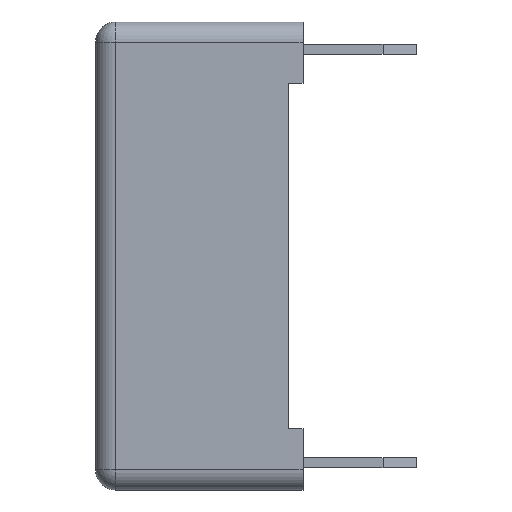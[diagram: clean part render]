
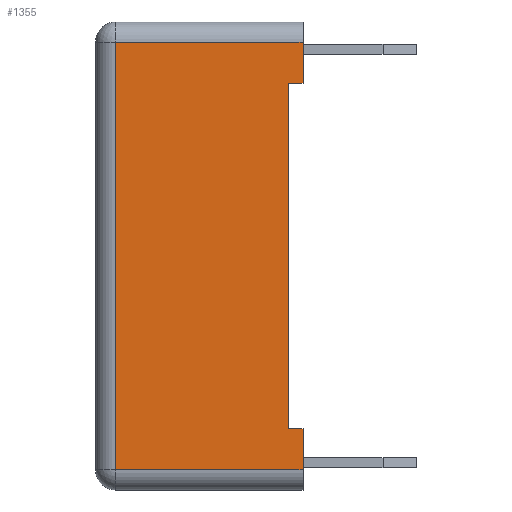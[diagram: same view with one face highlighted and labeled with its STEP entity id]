
A CAD part, left-side view. The second image highlights one B-rep face of the part: STEP entity #1355.
In plain terms, the highlighted planar face has unit normal (-1, 0, 0).
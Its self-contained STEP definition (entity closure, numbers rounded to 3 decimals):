
#342=DIRECTION('',(0.,0.,1.));
#343=VECTOR('',#342,1.);
#344=CARTESIAN_POINT('',(-1.975,0.,4.25));
#345=LINE('',#344,#343);
#357=DIRECTION('',(0.,0.,1.));
#358=VECTOR('',#357,1.);
#359=CARTESIAN_POINT('',(-1.975,0.,-5.25));
#360=LINE('',#359,#358);
#371=DIRECTION('',(0.,0.,-1.));
#372=VECTOR('',#371,10.5);
#373=CARTESIAN_POINT('',(-1.975,4.6,5.25));
#374=LINE('',#373,#372);
#378=DIRECTION('',(0.,1.,0.));
#379=VECTOR('',#378,4.6);
#380=CARTESIAN_POINT('',(-1.975,0.,5.25));
#381=LINE('',#380,#379);
#385=DIRECTION('',(0.,1.,0.));
#386=VECTOR('',#385,0.35);
#387=CARTESIAN_POINT('',(-1.975,0.,4.25));
#388=LINE('',#387,#386);
#392=DIRECTION('',(0.,0.,1.));
#393=VECTOR('',#392,8.5);
#394=CARTESIAN_POINT('',(-1.975,0.35,-4.25));
#395=LINE('',#394,#393);
#399=DIRECTION('',(0.,1.,0.));
#400=VECTOR('',#399,0.35);
#401=CARTESIAN_POINT('',(-1.975,0.,-4.25));
#402=LINE('',#401,#400);
#406=DIRECTION('',(0.,-1.,0.));
#407=VECTOR('',#406,4.6);
#408=CARTESIAN_POINT('',(-1.975,4.6,-5.25));
#409=LINE('',#408,#407);
#782=CARTESIAN_POINT('',(-1.975,0.,-4.25));
#784=VERTEX_POINT('',#782);
#786=CARTESIAN_POINT('',(-1.975,0.,4.25));
#788=VERTEX_POINT('',#786);
#802=CARTESIAN_POINT('',(-1.975,0.35,-4.25));
#803=VERTEX_POINT('',#802);
#804=CARTESIAN_POINT('',(-1.975,0.35,4.25));
#805=VERTEX_POINT('',#804);
#834=CARTESIAN_POINT('',(-1.975,4.6,5.25));
#835=CARTESIAN_POINT('',(-1.975,4.6,-5.25));
#836=VERTEX_POINT('',#834);
#837=VERTEX_POINT('',#835);
#858=CARTESIAN_POINT('',(-1.975,0.,5.25));
#859=VERTEX_POINT('',#858);
#880=CARTESIAN_POINT('',(-1.975,0.,-5.25));
#882=VERTEX_POINT('',#880);
#1337=CARTESIAN_POINT('',(-1.975,3.13,-5.75));
#1338=DIRECTION('',(-1.,0.,0.));
#1339=DIRECTION('',(0.,-1.,0.));
#1340=AXIS2_PLACEMENT_3D('',#1337,#1338,#1339);
#1341=PLANE('',#1340);
#1343=ORIENTED_EDGE('',*,*,#1342,.F.);
#1344=ORIENTED_EDGE('',*,*,#1321,.F.);
#1345=ORIENTED_EDGE('',*,*,#1281,.F.);
#1347=ORIENTED_EDGE('',*,*,#1346,.T.);
#1348=ORIENTED_EDGE('',*,*,#1171,.F.);
#1349=ORIENTED_EDGE('',*,*,#1236,.F.);
#1350=ORIENTED_EDGE('',*,*,#1300,.F.);
#1352=ORIENTED_EDGE('',*,*,#1351,.F.);
#1353=EDGE_LOOP('',(#1343,#1344,#1345,#1347,#1348,#1349,#1350,#1352));
#1354=FACE_OUTER_BOUND('',#1353,.F.);
#1355=ADVANCED_FACE('',(#1354),#1341,.T.);
#1171=EDGE_CURVE('',#803,#805,#395,.T.);
#1236=EDGE_CURVE('',#784,#803,#402,.T.);
#1281=EDGE_CURVE('',#788,#859,#345,.T.);
#1300=EDGE_CURVE('',#882,#784,#360,.T.);
#1321=EDGE_CURVE('',#859,#836,#381,.T.);
#1342=EDGE_CURVE('',#836,#837,#374,.T.);
#1346=EDGE_CURVE('',#788,#805,#388,.T.);
#1351=EDGE_CURVE('',#837,#882,#409,.T.);
